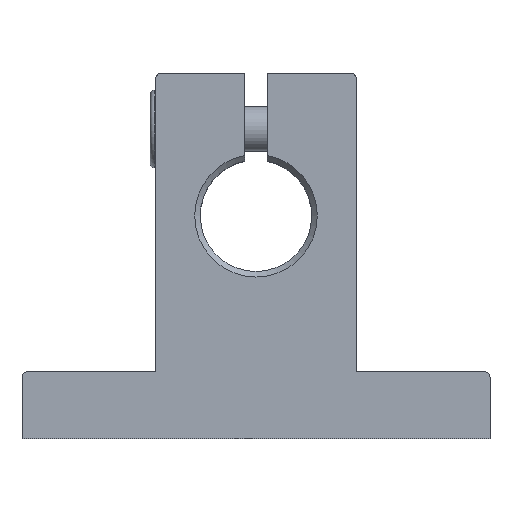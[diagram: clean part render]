
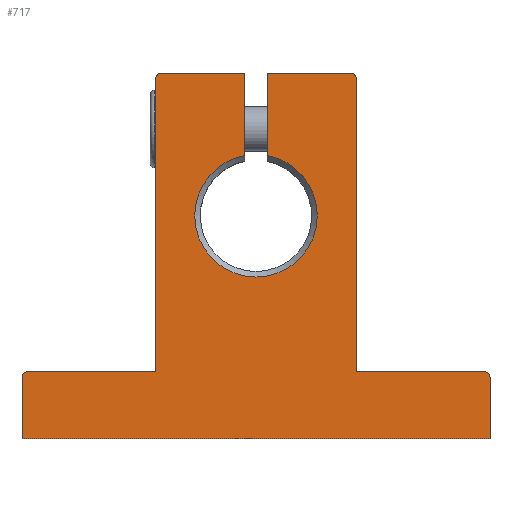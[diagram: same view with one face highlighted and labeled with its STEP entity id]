
A CAD part, top view. The second image highlights one B-rep face of the part: STEP entity #717.
In plain terms, the highlighted face is planar.
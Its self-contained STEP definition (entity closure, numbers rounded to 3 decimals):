
#50=LINE('',#1108,#100);
#52=LINE('',#1122,#102);
#57=LINE('',#1146,#107);
#62=LINE('',#1163,#112);
#72=LINE('',#1196,#122);
#73=LINE('',#1199,#123);
#74=LINE('',#1201,#124);
#75=LINE('',#1203,#125);
#76=LINE('',#1204,#126);
#77=LINE('',#1206,#127);
#78=LINE('',#1209,#128);
#100=VECTOR('',#884,10.);
#102=VECTOR('',#898,10.);
#107=VECTOR('',#923,10.);
#112=VECTOR('',#940,10.);
#122=VECTOR('',#972,10.);
#123=VECTOR('',#975,10.);
#124=VECTOR('',#976,10.);
#125=VECTOR('',#977,10.);
#126=VECTOR('',#978,10.);
#127=VECTOR('',#979,10.);
#128=VECTOR('',#982,10.);
#152=PLANE('',#820);
#209=FACE_OUTER_BOUND('',#262,.T.);
#262=EDGE_LOOP('',(#577,#578,#579,#580,#581,#582,#583,#584,#585,#586,#587,
#588,#589,#590,#591,#592));
#317=CIRCLE('',#798,5.5);
#326=CIRCLE('',#812,0.5);
#331=CIRCLE('',#819,0.5);
#332=CIRCLE('',#821,0.5);
#333=CIRCLE('',#822,0.5);
#350=VERTEX_POINT('',#1102);
#352=VERTEX_POINT('',#1106);
#356=VERTEX_POINT('',#1118);
#358=VERTEX_POINT('',#1121);
#362=VERTEX_POINT('',#1131);
#363=VERTEX_POINT('',#1133);
#367=VERTEX_POINT('',#1145);
#373=VERTEX_POINT('',#1161);
#375=VERTEX_POINT('',#1167);
#384=VERTEX_POINT('',#1191);
#385=VERTEX_POINT('',#1195);
#386=VERTEX_POINT('',#1197);
#387=VERTEX_POINT('',#1200);
#388=VERTEX_POINT('',#1202);
#389=VERTEX_POINT('',#1205);
#390=VERTEX_POINT('',#1207);
#421=EDGE_CURVE('',#350,#352,#50,.T.);
#426=EDGE_CURVE('',#358,#356,#52,.T.);
#431=EDGE_CURVE('',#362,#363,#317,.T.);
#437=EDGE_CURVE('',#367,#363,#57,.T.);
#446=EDGE_CURVE('',#362,#373,#62,.T.);
#448=EDGE_CURVE('',#350,#375,#326,.T.);
#461=EDGE_CURVE('',#384,#356,#331,.T.);
#463=EDGE_CURVE('',#373,#385,#72,.T.);
#464=EDGE_CURVE('',#386,#385,#332,.T.);
#465=EDGE_CURVE('',#386,#358,#73,.T.);
#466=EDGE_CURVE('',#384,#387,#74,.T.);
#467=EDGE_CURVE('',#387,#388,#75,.T.);
#468=EDGE_CURVE('',#388,#375,#76,.T.);
#469=EDGE_CURVE('',#352,#389,#77,.T.);
#470=EDGE_CURVE('',#390,#389,#333,.T.);
#471=EDGE_CURVE('',#390,#367,#78,.T.);
#577=ORIENTED_EDGE('',*,*,#431,.F.);
#578=ORIENTED_EDGE('',*,*,#446,.T.);
#579=ORIENTED_EDGE('',*,*,#463,.T.);
#580=ORIENTED_EDGE('',*,*,#464,.F.);
#581=ORIENTED_EDGE('',*,*,#465,.T.);
#582=ORIENTED_EDGE('',*,*,#426,.T.);
#583=ORIENTED_EDGE('',*,*,#461,.F.);
#584=ORIENTED_EDGE('',*,*,#466,.T.);
#585=ORIENTED_EDGE('',*,*,#467,.T.);
#586=ORIENTED_EDGE('',*,*,#468,.T.);
#587=ORIENTED_EDGE('',*,*,#448,.F.);
#588=ORIENTED_EDGE('',*,*,#421,.T.);
#589=ORIENTED_EDGE('',*,*,#469,.T.);
#590=ORIENTED_EDGE('',*,*,#470,.F.);
#591=ORIENTED_EDGE('',*,*,#471,.T.);
#592=ORIENTED_EDGE('',*,*,#437,.T.);
#717=ADVANCED_FACE('',(#209),#152,.T.);
#798=AXIS2_PLACEMENT_3D('',#1134,#909,#910);
#812=AXIS2_PLACEMENT_3D('',#1168,#945,#946);
#819=AXIS2_PLACEMENT_3D('',#1192,#967,#968);
#820=AXIS2_PLACEMENT_3D('',#1194,#970,#971);
#821=AXIS2_PLACEMENT_3D('',#1198,#973,#974);
#822=AXIS2_PLACEMENT_3D('',#1208,#980,#981);
#884=DIRECTION('',(1.,0.,0.));
#898=DIRECTION('',(1.,0.,0.));
#909=DIRECTION('center_axis',(0.,0.,-1.));
#910=DIRECTION('ref_axis',(-1.,0.,0.));
#923=DIRECTION('',(0.,-1.,0.));
#940=DIRECTION('',(0.,1.,0.));
#945=DIRECTION('center_axis',(0.,0.,1.));
#946=DIRECTION('ref_axis',(-0.707,0.707,0.));
#967=DIRECTION('center_axis',(0.,0.,1.));
#968=DIRECTION('ref_axis',(0.707,0.707,0.));
#970=DIRECTION('center_axis',(0.,0.,-1.));
#971=DIRECTION('ref_axis',(-1.,0.,0.));
#972=DIRECTION('',(1.,0.,0.));
#973=DIRECTION('center_axis',(0.,0.,1.));
#974=DIRECTION('ref_axis',(0.707,0.707,0.));
#975=DIRECTION('',(0.,-1.,0.));
#976=DIRECTION('',(0.,-1.,0.));
#977=DIRECTION('',(-1.,0.,0.));
#978=DIRECTION('',(0.,1.,0.));
#979=DIRECTION('',(0.,1.,0.));
#980=DIRECTION('center_axis',(0.,0.,1.));
#981=DIRECTION('ref_axis',(-0.707,0.707,0.));
#982=DIRECTION('',(1.,0.,0.));
#1102=CARTESIAN_POINT('',(-20.5,-13.4,-7.));
#1106=CARTESIAN_POINT('',(-9.,-13.4,-7.));
#1108=CARTESIAN_POINT('',(-21.,-13.4,-7.));
#1118=CARTESIAN_POINT('',(20.5,-13.4,-7.));
#1121=CARTESIAN_POINT('',(9.,-13.4,-7.));
#1122=CARTESIAN_POINT('',(9.,-13.4,-7.));
#1131=CARTESIAN_POINT('',(1.,6.008,-7.));
#1133=CARTESIAN_POINT('',(-1.,6.008,-7.));
#1134=CARTESIAN_POINT('Origin',(0.,0.6,
-7.));
#1145=CARTESIAN_POINT('',(-1.,13.4,-7.));
#1146=CARTESIAN_POINT('',(-1.,-1.95,-7.));
#1161=CARTESIAN_POINT('',(1.,13.4,-7.));
#1163=CARTESIAN_POINT('',(1.,3.05,-7.));
#1167=CARTESIAN_POINT('',(-21.,-13.9,-7.));
#1168=CARTESIAN_POINT('Origin',(-20.5,-13.9,-7.));
#1191=CARTESIAN_POINT('',(21.,-13.9,-7.));
#1192=CARTESIAN_POINT('Origin',(20.5,-13.9,-7.));
#1194=CARTESIAN_POINT('Origin',(0.,-7.299,-7.));
#1195=CARTESIAN_POINT('',(8.5,13.4,-7.));
#1196=CARTESIAN_POINT('',(-9.,13.4,-7.));
#1197=CARTESIAN_POINT('',(9.,12.9,-7.));
#1198=CARTESIAN_POINT('Origin',(8.5,12.9,-7.));
#1199=CARTESIAN_POINT('',(9.,13.4,-7.));
#1200=CARTESIAN_POINT('',(21.,-19.4,-7.));
#1201=CARTESIAN_POINT('',(21.,-13.4,-7.));
#1202=CARTESIAN_POINT('',(-21.,-19.4,-7.));
#1203=CARTESIAN_POINT('',(21.,-19.4,-7.));
#1204=CARTESIAN_POINT('',(-21.,-19.4,-7.));
#1205=CARTESIAN_POINT('',(-9.,12.9,-7.));
#1206=CARTESIAN_POINT('',(-9.,-13.4,-7.));
#1207=CARTESIAN_POINT('',(-8.5,13.4,-7.));
#1208=CARTESIAN_POINT('Origin',(-8.5,12.9,-7.));
#1209=CARTESIAN_POINT('',(-9.,13.4,-7.));
